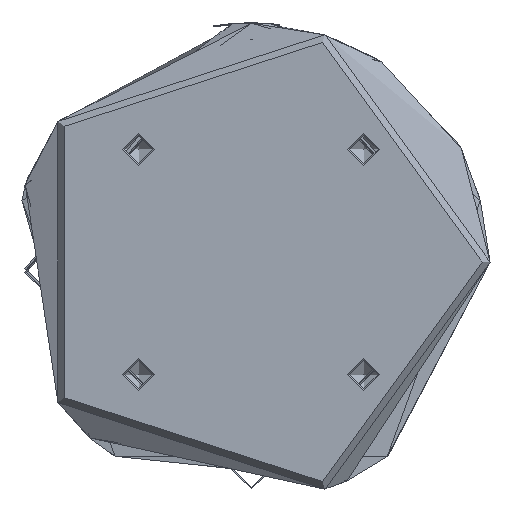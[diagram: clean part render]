
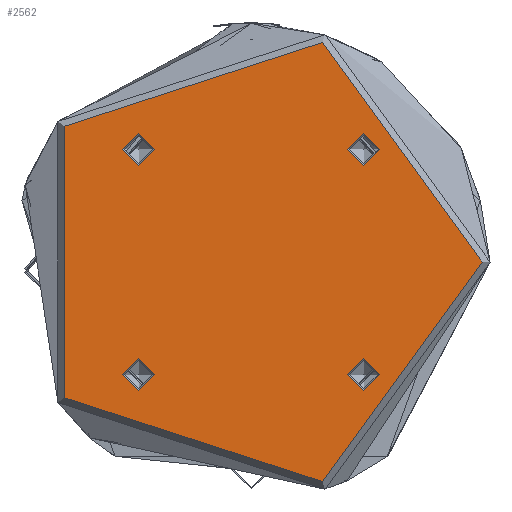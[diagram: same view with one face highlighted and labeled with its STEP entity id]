
A CAD part, front view. The second image highlights one B-rep face of the part: STEP entity #2562.
In plain terms, the highlighted face is planar.
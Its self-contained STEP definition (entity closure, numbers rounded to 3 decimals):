
#270 = EDGE_CURVE ( 'NONE', #3296, #3296, #4492, .T. ) ;
#373 = DIRECTION ( 'NONE',  ( 0., 0., 1. ) ) ;
#393 = FACE_OUTER_BOUND ( 'NONE', #2978, .T. ) ;
#788 = EDGE_LOOP ( 'NONE', ( #2278 ) ) ;
#837 = VERTEX_POINT ( 'NONE', #2441 ) ;
#893 = CIRCLE ( 'NONE', #1753, 5.025 ) ;
#1023 = CARTESIAN_POINT ( 'NONE',  ( -35.355, 35.355, 0. ) ) ;
#1104 = AXIS2_PLACEMENT_3D ( 'NONE', #2992, #373, #3423 ) ;
#1134 = PLANE ( 'NONE',  #4190 ) ;
#1163 = CARTESIAN_POINT ( 'NONE',  ( 35.355, -35.355, 0. ) ) ;
#1316 = EDGE_LOOP ( 'NONE', ( #2226 ) ) ;
#1338 = CIRCLE ( 'NONE', #3199, 72.5 ) ;
#1416 = FACE_BOUND ( 'NONE', #788, .T. ) ;
#1454 = DIRECTION ( 'NONE',  ( 1., 0., 0. ) ) ;
#1580 = CARTESIAN_POINT ( 'NONE',  ( -30.33, 35.355, 0. ) ) ;
#1594 = VERTEX_POINT ( 'NONE', #5379 ) ;
#1598 = CARTESIAN_POINT ( 'NONE',  ( 40.38, 35.355, 0. ) ) ;
#1610 = DIRECTION ( 'NONE',  ( 1., 0., 0. ) ) ;
#1624 = EDGE_CURVE ( 'NONE', #837, #837, #1338, .T. ) ;
#1708 = CIRCLE ( 'NONE', #3811, 5.025 ) ;
#1727 = VERTEX_POINT ( 'NONE', #1580 ) ;
#1753 = AXIS2_PLACEMENT_3D ( 'NONE', #1839, #4793, #2273 ) ;
#1826 = EDGE_LOOP ( 'NONE', ( #3380 ) ) ;
#1839 = CARTESIAN_POINT ( 'NONE',  ( -35.355, -35.355, 0. ) ) ;
#2021 = ORIENTED_EDGE ( 'NONE', *, *, #1624, .T. ) ;
#2049 = CARTESIAN_POINT ( 'NONE',  ( 0., 0., 0. ) ) ;
#2060 = DIRECTION ( 'NONE',  ( 0., 0., -1. ) ) ;
#2226 = ORIENTED_EDGE ( 'NONE', *, *, #3009, .F. ) ;
#2273 = DIRECTION ( 'NONE',  ( 1., 0., 0. ) ) ;
#2278 = ORIENTED_EDGE ( 'NONE', *, *, #270, .F. ) ;
#2441 = CARTESIAN_POINT ( 'NONE',  ( 72.5, 0., 0. ) ) ;
#2479 = DIRECTION ( 'NONE',  ( 1., 0., 0. ) ) ;
#2562 = ADVANCED_FACE ( 'NONE', ( #2589, #3121, #1416, #4805, #393 ), #1134, .F. ) ;
#2589 = FACE_BOUND ( 'NONE', #1316, .T. ) ;
#2978 = EDGE_LOOP ( 'NONE', ( #2021 ) ) ;
#2992 = CARTESIAN_POINT ( 'NONE',  ( 35.355, 35.355, 0. ) ) ;
#3009 = EDGE_CURVE ( 'NONE', #1727, #1727, #1708, .T. ) ;
#3090 = EDGE_LOOP ( 'NONE', ( #3564 ) ) ;
#3121 = FACE_BOUND ( 'NONE', #3090, .T. ) ;
#3199 = AXIS2_PLACEMENT_3D ( 'NONE', #2049, #4983, #2479 ) ;
#3296 = VERTEX_POINT ( 'NONE', #5338 ) ;
#3380 = ORIENTED_EDGE ( 'NONE', *, *, #3762, .F. ) ;
#3423 = DIRECTION ( 'NONE',  ( 1., 0., 0. ) ) ;
#3564 = ORIENTED_EDGE ( 'NONE', *, *, #5330, .F. ) ;
#3627 = VERTEX_POINT ( 'NONE', #1598 ) ;
#3762 = EDGE_CURVE ( 'NONE', #1594, #1594, #893, .T. ) ;
#3811 = AXIS2_PLACEMENT_3D ( 'NONE', #1023, #4030, #1454 ) ;
#4030 = DIRECTION ( 'NONE',  ( 0., 0., 1. ) ) ;
#4180 = DIRECTION ( 'NONE',  ( 0., 0., 1. ) ) ;
#4190 = AXIS2_PLACEMENT_3D ( 'NONE', #5357, #2060, #4996 ) ;
#4492 = CIRCLE ( 'NONE', #5089, 5.025 ) ;
#4793 = DIRECTION ( 'NONE',  ( 0., 0., 1. ) ) ;
#4805 = FACE_BOUND ( 'NONE', #1826, .T. ) ;
#4983 = DIRECTION ( 'NONE',  ( 0., 0., 1. ) ) ;
#4996 = DIRECTION ( 'NONE',  ( -1., 0., 0. ) ) ;
#5089 = AXIS2_PLACEMENT_3D ( 'NONE', #1163, #4180, #1610 ) ;
#5330 = EDGE_CURVE ( 'NONE', #3627, #3627, #5423, .T. ) ;
#5338 = CARTESIAN_POINT ( 'NONE',  ( 40.38, -35.355, 0. ) ) ;
#5357 = CARTESIAN_POINT ( 'NONE',  ( 0., 0., 0. ) ) ;
#5379 = CARTESIAN_POINT ( 'NONE',  ( -30.33, -35.355, 0. ) ) ;
#5423 = CIRCLE ( 'NONE', #1104, 5.025 ) ;
